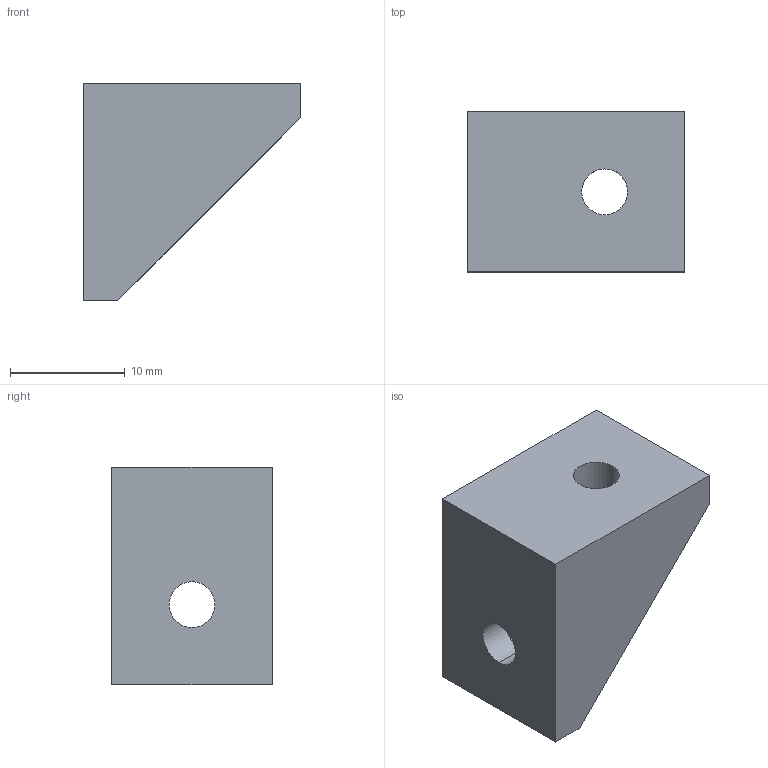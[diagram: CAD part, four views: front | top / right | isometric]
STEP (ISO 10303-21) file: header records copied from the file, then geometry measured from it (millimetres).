
FILE_DESCRIPTION (( 'STEP AP203' ), '1' );
FILE_NAME ('1204-0001-0003.STEP', '2018-01-10T15:30:38', ( '' ), ( '' ), 'SwSTEP 2.0', 'SolidWorks 2016', '' );
FILE_SCHEMA (( 'CONFIG_CONTROL_DESIGN' ));
Length unit declared in the file: millimetre
Products named in the file (1): 1204-0001-0003
Bounding box: 19 x 14 x 19 mm (x, y, z)
Volume: 2550.1 mm3; surface area: 1707.4 mm2
Topology: 1 solids, 1 shells, 17 faces, 41 edges, 27 vertices
Faces by surface type: plane 9, cylinder 8
Entity records: 584 total; most frequent: CARTESIAN_POINT 104, DIRECTION 83, ORIENTED_EDGE 82, EDGE_CURVE 41, AXIS2_PLACEMENT_3D 30, VERTEX_POINT 27, LINE 23, VECTOR 23
